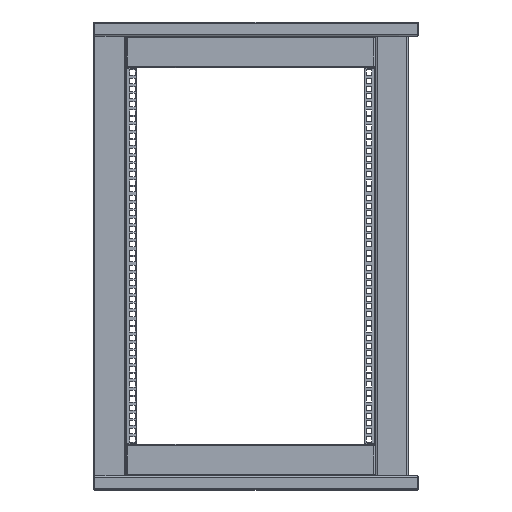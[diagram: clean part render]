
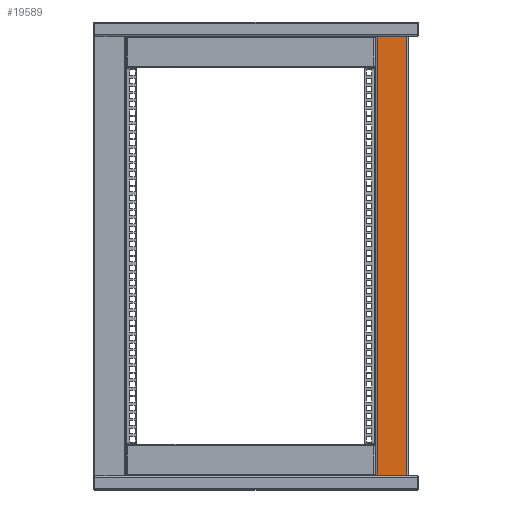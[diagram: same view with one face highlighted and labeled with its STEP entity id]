
A CAD part, left-side view. The second image highlights one B-rep face of the part: STEP entity #19589.
In plain terms, the highlighted face is planar.
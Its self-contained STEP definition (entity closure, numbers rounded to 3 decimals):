
#826=PLANE('',#20952);
#2931=LINE('',#32341,#5111);
#2933=LINE('',#32352,#5113);
#2934=LINE('',#32356,#5114);
#2935=LINE('',#32357,#5115);
#5111=VECTOR('',#25647,837.);
#5113=VECTOR('',#25659,837.);
#5114=VECTOR('',#25666,56.5);
#5115=VECTOR('',#25667,56.5);
#6571=FACE_OUTER_BOUND('',#7956,.T.);
#7956=EDGE_LOOP('',(#18039,#18040,#18041,#18042));
#10217=VERTEX_POINT('',#32338);
#10218=VERTEX_POINT('',#32340);
#10221=VERTEX_POINT('',#32350);
#10222=VERTEX_POINT('',#32351);
#12842=EDGE_CURVE('',#10218,#10217,#2931,.T.);
#12847=EDGE_CURVE('',#10221,#10222,#2933,.T.);
#12850=EDGE_CURVE('',#10217,#10221,#2934,.T.);
#12851=EDGE_CURVE('',#10222,#10218,#2935,.T.);
#18039=ORIENTED_EDGE('',*,*,#12842,.T.);
#18040=ORIENTED_EDGE('',*,*,#12850,.T.);
#18041=ORIENTED_EDGE('',*,*,#12847,.T.);
#18042=ORIENTED_EDGE('',*,*,#12851,.T.);
#19589=ADVANCED_FACE('',(#6571),#826,.T.);
#20952=AXIS2_PLACEMENT_3D('',#32355,#25664,#25665);
#25647=DIRECTION('',(0.,0.,1.));
#25659=DIRECTION('',(0.,0.,-1.));
#25664=DIRECTION('center_axis',(0.,-1.,0.));
#25665=DIRECTION('ref_axis',(0.,0.,-1.));
#25666=DIRECTION('',(-1.,0.,0.));
#25667=DIRECTION('',(1.,0.,0.));
#32338=CARTESIAN_POINT('',(-3.,0.,418.5));
#32340=CARTESIAN_POINT('',(-3.,0.,-418.5));
#32341=CARTESIAN_POINT('',(-3.,0.,-209.25));
#32350=CARTESIAN_POINT('',(-59.5,0.,418.5));
#32351=CARTESIAN_POINT('',(-59.5,0.,-418.5));
#32352=CARTESIAN_POINT('',(-59.5,0.,-418.5));
#32355=CARTESIAN_POINT('Origin',(0.,0.,-418.5));
#32356=CARTESIAN_POINT('',(-62.5,0.,418.5));
#32357=CARTESIAN_POINT('',(-62.5,0.,-418.5));
